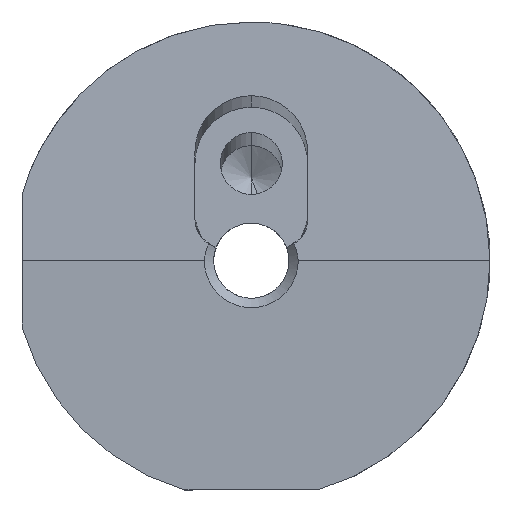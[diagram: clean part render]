
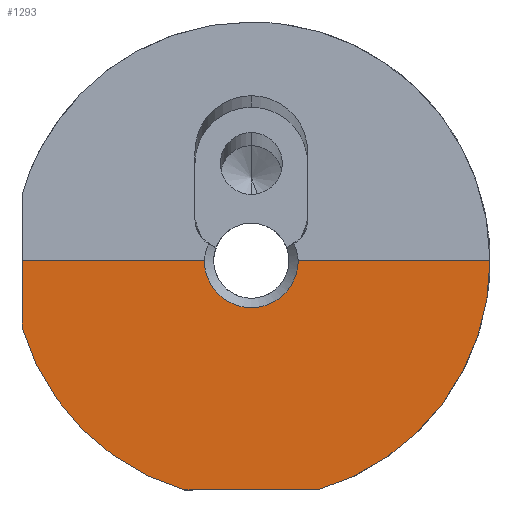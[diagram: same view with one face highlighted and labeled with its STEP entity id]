
A CAD part, left-side view. The second image highlights one B-rep face of the part: STEP entity #1293.
In plain terms, the highlighted planar face has unit normal (-1, 0, 0).
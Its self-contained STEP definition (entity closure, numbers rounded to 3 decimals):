
#4 = EDGE_CURVE ( 'NONE', #750, #572, #1406, .T. ) ;
#59 = VERTEX_POINT ( 'NONE', #457 ) ;
#72 = AXIS2_PLACEMENT_3D ( 'NONE', #983, #1107, #415 ) ;
#88 = LINE ( 'NONE', #631, #974 ) ;
#91 = ORIENTED_EDGE ( 'NONE', *, *, #1210, .F. ) ;
#137 = VERTEX_POINT ( 'NONE', #830 ) ;
#145 = EDGE_CURVE ( 'NONE', #452, #750, #154, .T. ) ;
#154 = CIRCLE ( 'NONE', #761, 2.5 ) ;
#218 = EDGE_LOOP ( 'NONE', ( #1472, #810, #378, #746, #612, #91, #814 ) ) ;
#254 = EDGE_CURVE ( 'NONE', #59, #756, #1320, .T. ) ;
#289 = DIRECTION ( 'NONE',  ( -1., 0., 0. ) ) ;
#303 = PLANE ( 'NONE',  #72 ) ;
#305 = CARTESIAN_POINT ( 'NONE',  ( -133., 2.5, 0. ) ) ;
#344 = DIRECTION ( 'NONE',  ( -1., 0., 0. ) ) ;
#350 = CARTESIAN_POINT ( 'NONE',  ( -133., 12.2, -3.528 ) ) ;
#378 = ORIENTED_EDGE ( 'NONE', *, *, #1194, .T. ) ;
#386 = LINE ( 'NONE', #1297, #1272 ) ;
#415 = DIRECTION ( 'NONE',  ( 0., 0., -1. ) ) ;
#428 = CARTESIAN_POINT ( 'NONE',  ( -133., 12.7, 0. ) ) ;
#452 = VERTEX_POINT ( 'NONE', #305 ) ;
#457 = CARTESIAN_POINT ( 'NONE',  ( -133., 12.2, 0. ) ) ;
#465 = CARTESIAN_POINT ( 'NONE',  ( -133., 0., 0. ) ) ;
#522 = CARTESIAN_POINT ( 'NONE',  ( -133., 0., 0. ) ) ;
#561 = CARTESIAN_POINT ( 'NONE',  ( -133., 3.528, -12.2 ) ) ;
#572 = VERTEX_POINT ( 'NONE', #721 ) ;
#574 = EDGE_CURVE ( 'NONE', #957, #137, #386, .T. ) ;
#589 = DIRECTION ( 'NONE',  ( 0., 0., 1. ) ) ;
#612 = ORIENTED_EDGE ( 'NONE', *, *, #145, .F. ) ;
#631 = CARTESIAN_POINT ( 'NONE',  ( -133., 12.7, 0. ) ) ;
#694 = DIRECTION ( 'NONE',  ( 0., -1., 0. ) ) ;
#721 = CARTESIAN_POINT ( 'NONE',  ( -133., -12.7, 0. ) ) ;
#746 = ORIENTED_EDGE ( 'NONE', *, *, #4, .F. ) ;
#750 = VERTEX_POINT ( 'NONE', #1226 ) ;
#756 = VERTEX_POINT ( 'NONE', #350 ) ;
#761 = AXIS2_PLACEMENT_3D ( 'NONE', #522, #344, #1225 ) ;
#810 = ORIENTED_EDGE ( 'NONE', *, *, #574, .T. ) ;
#814 = ORIENTED_EDGE ( 'NONE', *, *, #254, .T. ) ;
#828 = DIRECTION ( 'NONE',  ( 0., -1., 0. ) ) ;
#830 = CARTESIAN_POINT ( 'NONE',  ( -133., -3.528, -12.2 ) ) ;
#855 = DIRECTION ( 'NONE',  ( 0., 0., -1. ) ) ;
#926 = CIRCLE ( 'NONE', #1221, 12.7 ) ;
#957 = VERTEX_POINT ( 'NONE', #561 ) ;
#971 = CARTESIAN_POINT ( 'NONE',  ( -133., 0., 0. ) ) ;
#974 = VECTOR ( 'NONE', #975, 1000. ) ;
#975 = DIRECTION ( 'NONE',  ( 0., -1., 0. ) ) ;
#983 = CARTESIAN_POINT ( 'NONE',  ( -133., 12.7, 0. ) ) ;
#1020 = VECTOR ( 'NONE', #855, 1000. ) ;
#1029 = EDGE_CURVE ( 'NONE', #756, #957, #926, .T. ) ;
#1042 = AXIS2_PLACEMENT_3D ( 'NONE', #971, #289, #1096 ) ;
#1096 = DIRECTION ( 'NONE',  ( 0., 0., 1. ) ) ;
#1107 = DIRECTION ( 'NONE',  ( 1., 0., 0. ) ) ;
#1114 = VECTOR ( 'NONE', #828, 1000. ) ;
#1140 = CARTESIAN_POINT ( 'NONE',  ( -133., 12.2, 0. ) ) ;
#1194 = EDGE_CURVE ( 'NONE', #137, #572, #1315, .T. ) ;
#1210 = EDGE_CURVE ( 'NONE', #59, #452, #88, .T. ) ;
#1214 = FACE_OUTER_BOUND ( 'NONE', #218, .T. ) ;
#1221 = AXIS2_PLACEMENT_3D ( 'NONE', #465, #1265, #589 ) ;
#1225 = DIRECTION ( 'NONE',  ( 0., 0., 1. ) ) ;
#1226 = CARTESIAN_POINT ( 'NONE',  ( -133., -2.5, 0. ) ) ;
#1265 = DIRECTION ( 'NONE',  ( -1., 0., 0. ) ) ;
#1272 = VECTOR ( 'NONE', #694, 1000. ) ;
#1293 = ADVANCED_FACE ( 'NONE', ( #1214 ), #303, .F. ) ;
#1297 = CARTESIAN_POINT ( 'NONE',  ( -133., 12.7, -12.2 ) ) ;
#1315 = CIRCLE ( 'NONE', #1042, 12.7 ) ;
#1320 = LINE ( 'NONE', #1140, #1020 ) ;
#1406 = LINE ( 'NONE', #428, #1114 ) ;
#1472 = ORIENTED_EDGE ( 'NONE', *, *, #1029, .T. ) ;
